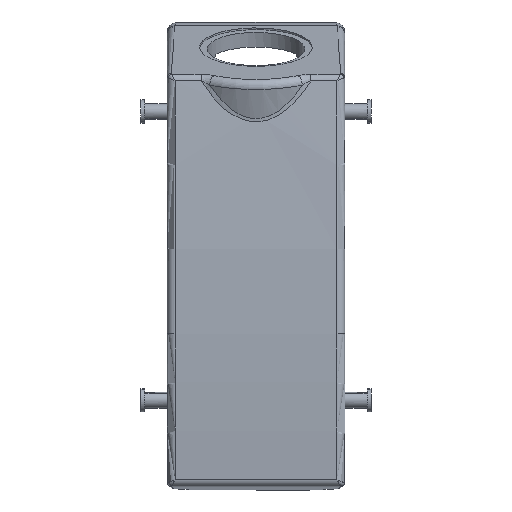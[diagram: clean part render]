
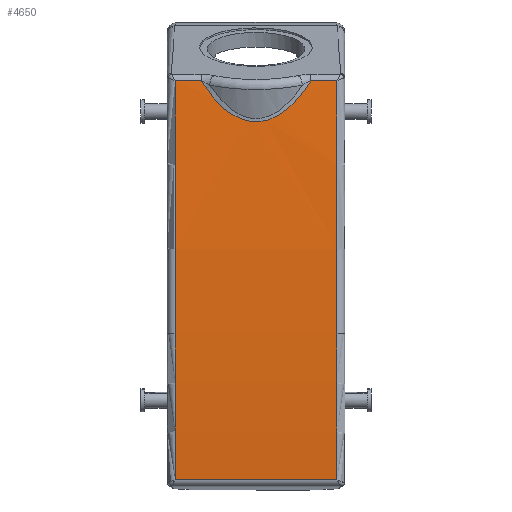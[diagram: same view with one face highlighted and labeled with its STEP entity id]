
A CAD part, top view. The second image highlights one B-rep face of the part: STEP entity #4650.
In plain terms, the highlighted cylindrical face has radius 600 mm (diameter 1200 mm), a partial arc.
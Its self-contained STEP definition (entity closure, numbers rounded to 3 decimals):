
#4491=AXIS2_PLACEMENT_3D('Circle Axis2P3D',#4489,#4490,$) ;
#4580=AXIS2_PLACEMENT_3D('Cylinder Axis2P3D',#4577,#4578,#4579) ;
#4618=AXIS2_PLACEMENT_3D('Circle Axis2P3D',#4616,#4617,$) ;
#4625=AXIS2_PLACEMENT_3D('Circle Axis2P3D',#4623,#4624,$) ;
#4630=AXIS2_PLACEMENT_3D('Circle Axis2P3D',#4628,#4629,$) ;
#3655=CARTESIAN_POINT('Vertex',(50.25,2.572,58.792)) ;
#3658=CARTESIAN_POINT('Line Origine',(29.5,2.572,58.792)) ;
#3662=CARTESIAN_POINT('Vertex',(8.75,2.572,58.792)) ;
#4486=CARTESIAN_POINT('Vertex',(50.25,39.943,60.835)) ;
#4489=CARTESIAN_POINT('Axis2P3D Location',(50.25,54.,-539.)) ;
#4577=CARTESIAN_POINT('Axis2P3D Location',(29.5,54.,-539.)) ;
#4583=CARTESIAN_POINT('Control Point',(15.428,104.788,58.847)) ;
#4584=CARTESIAN_POINT('Control Point',(15.883,104.056,58.909)) ;
#4585=CARTESIAN_POINT('Control Point',(16.357,103.334,58.969)) ;
#4586=CARTESIAN_POINT('Control Point',(16.85,102.626,59.027)) ;
#4587=CARTESIAN_POINT('Control Point',(18.282,100.697,59.182)) ;
#4588=CARTESIAN_POINT('Control Point',(19.901,98.906,59.319)) ;
#4589=CARTESIAN_POINT('Control Point',(21.027,97.831,59.398)) ;
#4590=CARTESIAN_POINT('Control Point',(23.047,96.246,59.512)) ;
#4591=CARTESIAN_POINT('Control Point',(25.35,95.125,59.589)) ;
#4592=CARTESIAN_POINT('Control Point',(26.298,94.772,59.613)) ;
#4593=CARTESIAN_POINT('Control Point',(28.209,94.303,59.645)) ;
#4594=CARTESIAN_POINT('Control Point',(30.177,94.292,59.646)) ;
#4595=CARTESIAN_POINT('Control Point',(31.127,94.402,59.638)) ;
#4596=CARTESIAN_POINT('Control Point',(33.364,94.924,59.603)) ;
#4597=CARTESIAN_POINT('Control Point',(35.416,95.969,59.531)) ;
#4598=CARTESIAN_POINT('Control Point',(36.532,96.716,59.478)) ;
#4599=CARTESIAN_POINT('Control Point',(38.841,98.58,59.344)) ;
#4600=CARTESIAN_POINT('Control Point',(40.804,100.792,59.175)) ;
#4601=CARTESIAN_POINT('Control Point',(41.799,102.079,59.073)) ;
#4602=CARTESIAN_POINT('Control Point',(42.718,103.414,58.963)) ;
#4603=CARTESIAN_POINT('Control Point',(43.572,104.788,58.847)) ;
#4604=CARTESIAN_POINT('Vertex',(43.572,104.788,58.847)) ;
#4606=CARTESIAN_POINT('Vertex',(15.428,104.788,58.847)) ;
#4609=CARTESIAN_POINT('Line Origine',(29.5,104.788,58.847)) ;
#4613=CARTESIAN_POINT('Vertex',(8.75,104.788,58.847)) ;
#4616=CARTESIAN_POINT('Axis2P3D Location',(8.75,54.,-539.)) ;
#4620=CARTESIAN_POINT('Vertex',(8.75,39.943,60.835)) ;
#4623=CARTESIAN_POINT('Axis2P3D Location',(8.75,54.,-539.)) ;
#4628=CARTESIAN_POINT('Axis2P3D Location',(50.25,54.,-539.)) ;
#4632=CARTESIAN_POINT('Vertex',(50.25,104.788,58.847)) ;
#4635=CARTESIAN_POINT('Line Origine',(29.5,104.788,58.847)) ;
#3659=DIRECTION('Vector Direction',(-1.,0.,0.)) ;
#4490=DIRECTION('Axis2P3D Direction',(-1.,0.,0.)) ;
#4578=DIRECTION('Axis2P3D Direction',(-1.,0.,0.)) ;
#4579=DIRECTION('Axis2P3D XDirection',(0.,-0.317,0.949)) ;
#4610=DIRECTION('Vector Direction',(-1.,0.,0.)) ;
#4617=DIRECTION('Axis2P3D Direction',(-1.,0.,0.)) ;
#4624=DIRECTION('Axis2P3D Direction',(-1.,0.,0.)) ;
#4629=DIRECTION('Axis2P3D Direction',(-1.,0.,0.)) ;
#4636=DIRECTION('Vector Direction',(-1.,0.,0.)) ;
#3660=VECTOR('Line Direction',#3659,1.) ;
#4611=VECTOR('Line Direction',#4610,1.) ;
#4637=VECTOR('Line Direction',#4636,1.) ;
#4641=ORIENTED_EDGE('',*,*,#4608,.T.) ;
#4642=ORIENTED_EDGE('',*,*,#4615,.T.) ;
#4643=ORIENTED_EDGE('',*,*,#4622,.T.) ;
#4644=ORIENTED_EDGE('',*,*,#4627,.T.) ;
#4645=ORIENTED_EDGE('',*,*,#3664,.T.) ;
#4646=ORIENTED_EDGE('',*,*,#4493,.T.) ;
#4647=ORIENTED_EDGE('',*,*,#4634,.T.) ;
#4648=ORIENTED_EDGE('',*,*,#4639,.T.) ;
#4650=ADVANCED_FACE('Hood',(#4649),#4581,.T.) ;
#4582=B_SPLINE_CURVE_WITH_KNOTS('',5,(#4583,#4584,#4585,#4586,#4587,#4588,#4589,#4590,#4591,#4592,#4593,#4594,#4595,#4596,#4597,#4598,#4599,#4600,#4601,#4602,#4603),.UNSPECIFIED.,.F.,.U.,(6,3,3,3,3,3,6),(0.,6.161,17.123,24.198,30.879,40.299,51.859),.UNSPECIFIED.) ;
#4492=CIRCLE('generated circle',#4491,600.) ;
#4619=CIRCLE('generated circle',#4618,600.) ;
#4626=CIRCLE('generated circle',#4625,600.) ;
#4631=CIRCLE('generated circle',#4630,600.) ;
#4581=CYLINDRICAL_SURFACE('generated cylinder',#4580,600.) ;
#3664=EDGE_CURVE('',#3663,#3656,#3661,.F.) ;
#4493=EDGE_CURVE('',#3656,#4487,#4492,.T.) ;
#4608=EDGE_CURVE('',#4605,#4607,#4582,.F.) ;
#4615=EDGE_CURVE('',#4607,#4614,#4612,.T.) ;
#4622=EDGE_CURVE('',#4614,#4621,#4619,.F.) ;
#4627=EDGE_CURVE('',#4621,#3663,#4626,.F.) ;
#4634=EDGE_CURVE('',#4487,#4633,#4631,.T.) ;
#4639=EDGE_CURVE('',#4633,#4605,#4638,.T.) ;
#4640=EDGE_LOOP('',(#4641,#4642,#4643,#4644,#4645,#4646,#4647,#4648)) ;
#4649=FACE_OUTER_BOUND('',#4640,.T.) ;
#3661=LINE('Line',#3658,#3660) ;
#4612=LINE('Line',#4609,#4611) ;
#4638=LINE('Line',#4635,#4637) ;
#3656=VERTEX_POINT('',#3655) ;
#3663=VERTEX_POINT('',#3662) ;
#4487=VERTEX_POINT('',#4486) ;
#4605=VERTEX_POINT('',#4604) ;
#4607=VERTEX_POINT('',#4606) ;
#4614=VERTEX_POINT('',#4613) ;
#4621=VERTEX_POINT('',#4620) ;
#4633=VERTEX_POINT('',#4632) ;
